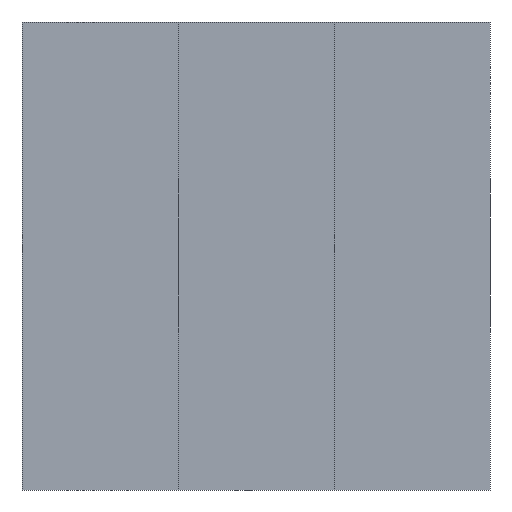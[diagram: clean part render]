
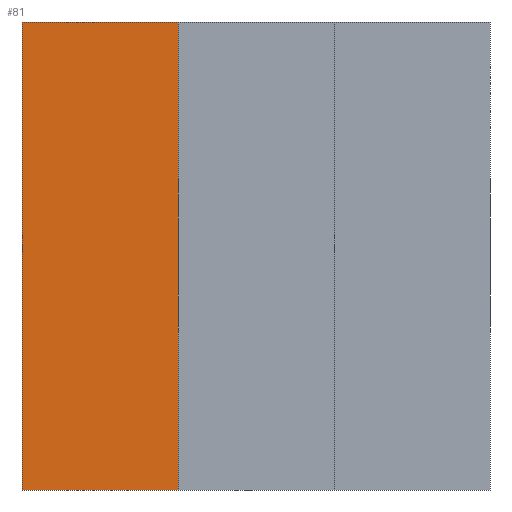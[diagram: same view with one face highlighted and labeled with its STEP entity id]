
A CAD part, front view. The second image highlights one B-rep face of the part: STEP entity #81.
In plain terms, the highlighted planar face has unit normal (0, -1, 0).
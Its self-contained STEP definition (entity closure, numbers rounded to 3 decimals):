
#81 = ADVANCED_FACE( '', ( #110 ), #111, .T. );
#110 = FACE_OUTER_BOUND( '', #158, .T. );
#111 = PLANE( '', #159 );
#158 = EDGE_LOOP( '', ( #248, #249, #250, #251 ) );
#159 = AXIS2_PLACEMENT_3D( '', #252, #253, #254 );
#248 = ORIENTED_EDGE( '', *, *, #362, .F. );
#249 = ORIENTED_EDGE( '', *, *, #350, .F. );
#250 = ORIENTED_EDGE( '', *, *, #354, .T. );
#251 = ORIENTED_EDGE( '', *, *, #339, .T. );
#252 = CARTESIAN_POINT( '', ( -7.5, -20., 15. ) );
#253 = DIRECTION( '', ( 0., -1., 0. ) );
#254 = DIRECTION( '', ( 0., 0., -1. ) );
#339 = EDGE_CURVE( '', #390, #388, #391, .T. );
#350 = EDGE_CURVE( '', #410, #406, #412, .T. );
#354 = EDGE_CURVE( '', #410, #390, #418, .T. );
#362 = EDGE_CURVE( '', #406, #388, #431, .T. );
#388 = VERTEX_POINT( '', #468 );
#390 = VERTEX_POINT( '', #471 );
#391 = LINE( '', #472, #473 );
#406 = VERTEX_POINT( '', #493 );
#410 = VERTEX_POINT( '', #499 );
#412 = LINE( '', #502, #503 );
#418 = LINE( '', #512, #513 );
#431 = LINE( '', #533, #534 );
#468 = CARTESIAN_POINT( '', ( -7.5, -20., 0. ) );
#471 = CARTESIAN_POINT( '', ( -7.5, -20., 15. ) );
#472 = CARTESIAN_POINT( '', ( -7.5, -20., 15. ) );
#473 = VECTOR( '', #575, 1000. );
#493 = CARTESIAN_POINT( '', ( -2.5, -20., 0. ) );
#499 = CARTESIAN_POINT( '', ( -2.5, -20., 15. ) );
#502 = CARTESIAN_POINT( '', ( -2.5, -20., 15. ) );
#503 = VECTOR( '', #590, 1000. );
#512 = CARTESIAN_POINT( '', ( -7.5, -20., 15. ) );
#513 = VECTOR( '', #594, 1000. );
#533 = CARTESIAN_POINT( '', ( -7.5, -20., 0. ) );
#534 = VECTOR( '', #602, 1000. );
#575 = DIRECTION( '', ( 0., 0., -1. ) );
#590 = DIRECTION( '', ( 0., 0., -1. ) );
#594 = DIRECTION( '', ( -1., 0., 0. ) );
#602 = DIRECTION( '', ( -1., 0., 0. ) );
